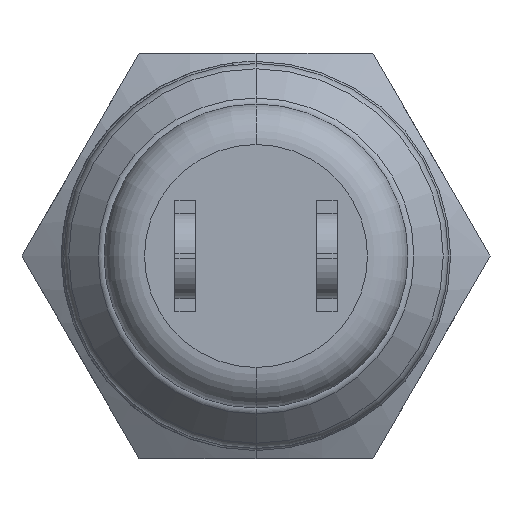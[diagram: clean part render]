
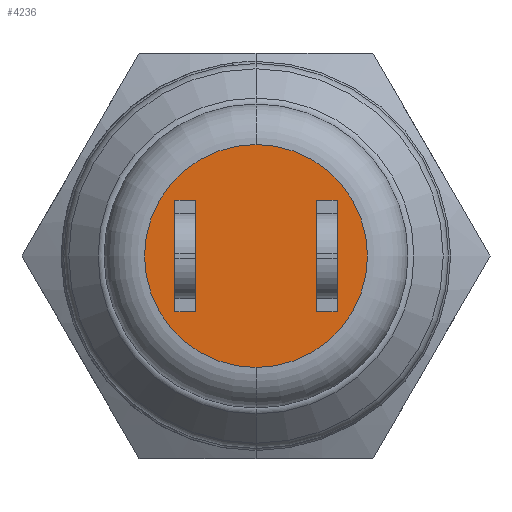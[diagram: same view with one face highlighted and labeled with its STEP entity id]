
A CAD part, front view. The second image highlights one B-rep face of the part: STEP entity #4236.
In plain terms, the highlighted planar face has unit normal (0, -1, 0).
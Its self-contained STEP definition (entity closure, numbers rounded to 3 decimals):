
#16 = EDGE_LOOP ( 'NONE', ( #2244, #3904 ) ) ;
#36 = DIRECTION ( 'NONE',  ( -1., 0., 0. ) ) ;
#74 = CARTESIAN_POINT ( 'NONE',  ( -1.5, -8., -1.375 ) ) ;
#94 = DIRECTION ( 'NONE',  ( 0., 0., -1. ) ) ;
#116 = LINE ( 'NONE', #2535, #5583 ) ;
#252 = AXIS2_PLACEMENT_3D ( 'NONE', #3487, #1006, #94 ) ;
#377 = CARTESIAN_POINT ( 'NONE',  ( -1.5, -8., 1.375 ) ) ;
#401 = VERTEX_POINT ( 'NONE', #5832 ) ;
#432 = CARTESIAN_POINT ( 'NONE',  ( 1.5, -8., -1.375 ) ) ;
#445 = CARTESIAN_POINT ( 'NONE',  ( 2., -8., -1.375 ) ) ;
#601 = VERTEX_POINT ( 'NONE', #2836 ) ;
#705 = EDGE_CURVE ( 'NONE', #6175, #2548, #116, .T. ) ;
#827 = DIRECTION ( 'NONE',  ( 0., 0., 1. ) ) ;
#941 = EDGE_CURVE ( 'NONE', #2739, #3019, #5247, .T. ) ;
#950 = CARTESIAN_POINT ( 'NONE',  ( 2., -8., -1.375 ) ) ;
#1006 = DIRECTION ( 'NONE',  ( 0., -1., 0. ) ) ;
#1030 = LINE ( 'NONE', #3509, #3550 ) ;
#1037 = EDGE_LOOP ( 'NONE', ( #5497, #5630, #4766, #5919 ) ) ;
#1094 = DIRECTION ( 'NONE',  ( 0., 0., -1. ) ) ;
#1160 = VECTOR ( 'NONE', #5816, 1000. ) ;
#1246 = DIRECTION ( 'NONE',  ( 1., 0., 0. ) ) ;
#1361 = DIRECTION ( 'NONE',  ( 0., 0., -1. ) ) ;
#1390 = CIRCLE ( 'NONE', #5631, 2.75 ) ;
#1481 = EDGE_CURVE ( 'NONE', #4998, #5696, #5593, .T. ) ;
#1557 = VERTEX_POINT ( 'NONE', #3644 ) ;
#1581 = VERTEX_POINT ( 'NONE', #2745 ) ;
#1671 = ORIENTED_EDGE ( 'NONE', *, *, #4603, .F. ) ;
#1978 = EDGE_CURVE ( 'NONE', #3019, #1557, #5340, .T. ) ;
#2173 = EDGE_CURVE ( 'NONE', #5696, #6175, #4335, .T. ) ;
#2184 = ORIENTED_EDGE ( 'NONE', *, *, #941, .F. ) ;
#2244 = ORIENTED_EDGE ( 'NONE', *, *, #4648, .T. ) ;
#2347 = ORIENTED_EDGE ( 'NONE', *, *, #1978, .F. ) ;
#2412 = EDGE_CURVE ( 'NONE', #2548, #4998, #2697, .T. ) ;
#2428 = CARTESIAN_POINT ( 'NONE',  ( -2., -8., -1.375 ) ) ;
#2535 = CARTESIAN_POINT ( 'NONE',  ( -2., -8., -1.375 ) ) ;
#2548 = VERTEX_POINT ( 'NONE', #2428 ) ;
#2571 = CARTESIAN_POINT ( 'NONE',  ( 0., -8., 0. ) ) ;
#2633 = VECTOR ( 'NONE', #36, 1000. ) ;
#2654 = CARTESIAN_POINT ( 'NONE',  ( 1.5, -8., 1.375 ) ) ;
#2685 = CARTESIAN_POINT ( 'NONE',  ( -2., -8., 1.375 ) ) ;
#2697 = LINE ( 'NONE', #5168, #2899 ) ;
#2739 = VERTEX_POINT ( 'NONE', #4518 ) ;
#2745 = CARTESIAN_POINT ( 'NONE',  ( 0., -8., 2.75 ) ) ;
#2816 = VECTOR ( 'NONE', #827, 1000. ) ;
#2836 = CARTESIAN_POINT ( 'NONE',  ( 1.5, -8., 1.375 ) ) ;
#2899 = VECTOR ( 'NONE', #1246, 1000. ) ;
#3019 = VERTEX_POINT ( 'NONE', #445 ) ;
#3028 = DIRECTION ( 'NONE',  ( 0., 0., 1. ) ) ;
#3092 = PLANE ( 'NONE',  #252 ) ;
#3451 = DIRECTION ( 'NONE',  ( 0., -1., 0. ) ) ;
#3487 = CARTESIAN_POINT ( 'NONE',  ( 0., -8., 0. ) ) ;
#3509 = CARTESIAN_POINT ( 'NONE',  ( 1.5, -8., -1.375 ) ) ;
#3543 = DIRECTION ( 'NONE',  ( 0., 0., -1. ) ) ;
#3550 = VECTOR ( 'NONE', #1094, 1000. ) ;
#3644 = CARTESIAN_POINT ( 'NONE',  ( 2., -8., 1.375 ) ) ;
#3787 = CIRCLE ( 'NONE', #4624, 2.75 ) ;
#3904 = ORIENTED_EDGE ( 'NONE', *, *, #6282, .T. ) ;
#4046 = FACE_BOUND ( 'NONE', #4051, .T. ) ;
#4051 = EDGE_LOOP ( 'NONE', ( #4683, #2347, #2184, #1671 ) ) ;
#4076 = CARTESIAN_POINT ( 'NONE',  ( -1.5, -8., -1.375 ) ) ;
#4236 = ADVANCED_FACE ( 'NONE', ( #5053, #4046, #4961 ), #3092, .T. ) ;
#4335 = LINE ( 'NONE', #377, #1160 ) ;
#4518 = CARTESIAN_POINT ( 'NONE',  ( 1.5, -8., -1.375 ) ) ;
#4603 = EDGE_CURVE ( 'NONE', #601, #2739, #1030, .T. ) ;
#4624 = AXIS2_PLACEMENT_3D ( 'NONE', #5861, #5796, #1361 ) ;
#4648 = EDGE_CURVE ( 'NONE', #401, #1581, #1390, .T. ) ;
#4660 = VECTOR ( 'NONE', #6327, 1000. ) ;
#4668 = VECTOR ( 'NONE', #3028, 1000. ) ;
#4683 = ORIENTED_EDGE ( 'NONE', *, *, #5464, .F. ) ;
#4766 = ORIENTED_EDGE ( 'NONE', *, *, #2173, .F. ) ;
#4961 = FACE_BOUND ( 'NONE', #1037, .T. ) ;
#4998 = VERTEX_POINT ( 'NONE', #74 ) ;
#5053 = FACE_OUTER_BOUND ( 'NONE', #16, .T. ) ;
#5123 = LINE ( 'NONE', #2654, #2633 ) ;
#5168 = CARTESIAN_POINT ( 'NONE',  ( -1.5, -8., -1.375 ) ) ;
#5247 = LINE ( 'NONE', #432, #4660 ) ;
#5340 = LINE ( 'NONE', #950, #2816 ) ;
#5464 = EDGE_CURVE ( 'NONE', #1557, #601, #5123, .T. ) ;
#5497 = ORIENTED_EDGE ( 'NONE', *, *, #2412, .F. ) ;
#5583 = VECTOR ( 'NONE', #5949, 1000. ) ;
#5593 = LINE ( 'NONE', #4076, #4668 ) ;
#5630 = ORIENTED_EDGE ( 'NONE', *, *, #705, .F. ) ;
#5631 = AXIS2_PLACEMENT_3D ( 'NONE', #2571, #3451, #3543 ) ;
#5696 = VERTEX_POINT ( 'NONE', #5889 ) ;
#5796 = DIRECTION ( 'NONE',  ( 0., -1., 0. ) ) ;
#5816 = DIRECTION ( 'NONE',  ( -1., 0., 0. ) ) ;
#5832 = CARTESIAN_POINT ( 'NONE',  ( 0., -8., -2.75 ) ) ;
#5861 = CARTESIAN_POINT ( 'NONE',  ( 0., -8., 0. ) ) ;
#5889 = CARTESIAN_POINT ( 'NONE',  ( -1.5, -8., 1.375 ) ) ;
#5919 = ORIENTED_EDGE ( 'NONE', *, *, #1481, .F. ) ;
#5949 = DIRECTION ( 'NONE',  ( 0., 0., -1. ) ) ;
#6175 = VERTEX_POINT ( 'NONE', #2685 ) ;
#6282 = EDGE_CURVE ( 'NONE', #1581, #401, #3787, .T. ) ;
#6327 = DIRECTION ( 'NONE',  ( 1., 0., 0. ) ) ;
